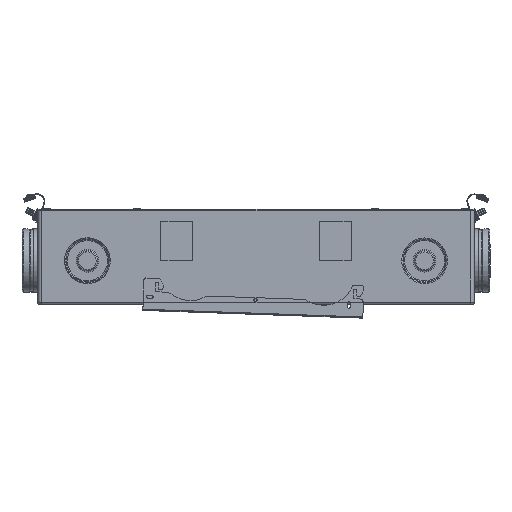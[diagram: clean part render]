
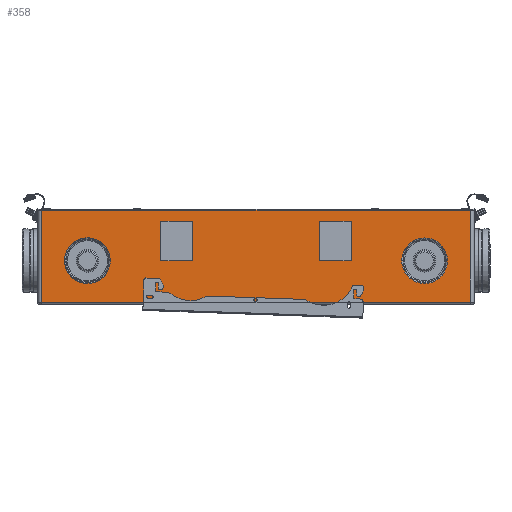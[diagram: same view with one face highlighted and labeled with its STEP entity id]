
A CAD part, left-side view. The second image highlights one B-rep face of the part: STEP entity #358.
In plain terms, the highlighted planar face has unit normal (-1, 0, 0).
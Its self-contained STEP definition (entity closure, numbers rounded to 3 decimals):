
#111=CARTESIAN_POINT('Vertex',(-292.5,-482.517,110.)) ;
#114=CARTESIAN_POINT('Axis2P3D Location',(-292.5,-425.,110.)) ;
#118=CARTESIAN_POINT('Vertex',(-292.5,-367.483,110.)) ;
#171=CARTESIAN_POINT('Axis2P3D Location',(-292.5,-425.,110.)) ;
#197=CARTESIAN_POINT('Axis2P3D Location',(-292.5,-550.,220.)) ;
#202=CARTESIAN_POINT('Line Origine',(-292.5,0.,5.)) ;
#206=CARTESIAN_POINT('Vertex',(-292.5,540.,5.)) ;
#208=CARTESIAN_POINT('Vertex',(-292.5,-540.,5.)) ;
#211=CARTESIAN_POINT('Line Origine',(-292.5,-540.,57.5)) ;
#215=CARTESIAN_POINT('Vertex',(-292.5,-540.,110.)) ;
#218=CARTESIAN_POINT('Line Origine',(-292.5,-540.,164.5)) ;
#222=CARTESIAN_POINT('Vertex',(-292.5,-540.,219.)) ;
#225=CARTESIAN_POINT('Line Origine',(-292.5,-540.,228.)) ;
#229=CARTESIAN_POINT('Vertex',(-292.5,-540.,237.)) ;
#232=CARTESIAN_POINT('Line Origine',(-292.5,0.,237.)) ;
#236=CARTESIAN_POINT('Vertex',(-292.5,540.,237.)) ;
#239=CARTESIAN_POINT('Line Origine',(-292.5,540.,121.)) ;
#252=CARTESIAN_POINT('Line Origine',(-292.5,240.,160.)) ;
#256=CARTESIAN_POINT('Vertex',(-292.5,240.,110.)) ;
#258=CARTESIAN_POINT('Vertex',(-292.5,240.,210.)) ;
#261=CARTESIAN_POINT('Line Origine',(-292.5,200.,210.)) ;
#265=CARTESIAN_POINT('Vertex',(-292.5,160.,210.)) ;
#268=CARTESIAN_POINT('Line Origine',(-292.5,160.,160.)) ;
#272=CARTESIAN_POINT('Vertex',(-292.5,160.,110.)) ;
#275=CARTESIAN_POINT('Line Origine',(-292.5,200.,110.)) ;
#286=CARTESIAN_POINT('Axis2P3D Location',(-292.5,425.,110.)) ;
#290=CARTESIAN_POINT('Vertex',(-292.5,482.517,110.)) ;
#292=CARTESIAN_POINT('Vertex',(-292.5,420.878,52.631)) ;
#295=CARTESIAN_POINT('Axis2P3D Location',(-292.5,425.,110.)) ;
#299=CARTESIAN_POINT('Vertex',(-292.5,429.122,167.369)) ;
#302=CARTESIAN_POINT('Axis2P3D Location',(-292.5,425.,110.)) ;
#306=CARTESIAN_POINT('Vertex',(-292.5,367.483,110.)) ;
#309=CARTESIAN_POINT('Axis2P3D Location',(-292.5,425.,110.)) ;
#320=CARTESIAN_POINT('Line Origine',(-292.5,-200.,210.)) ;
#324=CARTESIAN_POINT('Vertex',(-292.5,-160.,210.)) ;
#326=CARTESIAN_POINT('Vertex',(-292.5,-240.,210.)) ;
#329=CARTESIAN_POINT('Line Origine',(-292.5,-240.,160.)) ;
#333=CARTESIAN_POINT('Vertex',(-292.5,-240.,110.)) ;
#336=CARTESIAN_POINT('Line Origine',(-292.5,-200.,110.)) ;
#340=CARTESIAN_POINT('Vertex',(-292.5,-160.,110.)) ;
#343=CARTESIAN_POINT('Line Origine',(-292.5,-160.,160.)) ;
#204=VECTOR('Line Direction',#203,1.) ;
#213=VECTOR('Line Direction',#212,1.) ;
#220=VECTOR('Line Direction',#219,1.) ;
#227=VECTOR('Line Direction',#226,1.) ;
#234=VECTOR('Line Direction',#233,1.) ;
#241=VECTOR('Line Direction',#240,1.) ;
#254=VECTOR('Line Direction',#253,1.) ;
#263=VECTOR('Line Direction',#262,1.) ;
#270=VECTOR('Line Direction',#269,1.) ;
#277=VECTOR('Line Direction',#276,1.) ;
#322=VECTOR('Line Direction',#321,1.) ;
#331=VECTOR('Line Direction',#330,1.) ;
#338=VECTOR('Line Direction',#337,1.) ;
#345=VECTOR('Line Direction',#344,1.) ;
#115=DIRECTION('Axis2P3D Direction',(-1.,0.,0.)) ;
#172=DIRECTION('Axis2P3D Direction',(-1.,0.,0.)) ;
#198=DIRECTION('Axis2P3D Direction',(1.,0.,0.)) ;
#199=DIRECTION('Axis2P3D XDirection',(0.,1.,0.)) ;
#203=DIRECTION('Vector Direction',(0.,1.,0.)) ;
#212=DIRECTION('Vector Direction',(0.,0.,1.)) ;
#219=DIRECTION('Vector Direction',(0.,0.,1.)) ;
#226=DIRECTION('Vector Direction',(0.,0.,1.)) ;
#233=DIRECTION('Vector Direction',(0.,1.,0.)) ;
#240=DIRECTION('Vector Direction',(0.,0.,-1.)) ;
#253=DIRECTION('Vector Direction',(0.,0.,1.)) ;
#262=DIRECTION('Vector Direction',(0.,-1.,0.)) ;
#269=DIRECTION('Vector Direction',(0.,0.,1.)) ;
#276=DIRECTION('Vector Direction',(0.,-1.,0.)) ;
#287=DIRECTION('Axis2P3D Direction',(1.,0.,0.)) ;
#296=DIRECTION('Axis2P3D Direction',(1.,0.,0.)) ;
#303=DIRECTION('Axis2P3D Direction',(1.,0.,0.)) ;
#310=DIRECTION('Axis2P3D Direction',(1.,0.,0.)) ;
#321=DIRECTION('Vector Direction',(0.,-1.,0.)) ;
#330=DIRECTION('Vector Direction',(0.,0.,1.)) ;
#337=DIRECTION('Vector Direction',(0.,-1.,0.)) ;
#344=DIRECTION('Vector Direction',(0.,0.,1.)) ;
#116=AXIS2_PLACEMENT_3D('Circle Axis2P3D',#114,#115,$) ;
#173=AXIS2_PLACEMENT_3D('Circle Axis2P3D',#171,#172,$) ;
#200=AXIS2_PLACEMENT_3D('Plane Axis2P3D',#197,#198,#199) ;
#288=AXIS2_PLACEMENT_3D('Circle Axis2P3D',#286,#287,$) ;
#297=AXIS2_PLACEMENT_3D('Circle Axis2P3D',#295,#296,$) ;
#304=AXIS2_PLACEMENT_3D('Circle Axis2P3D',#302,#303,$) ;
#311=AXIS2_PLACEMENT_3D('Circle Axis2P3D',#309,#310,$) ;
#205=LINE('Line',#202,#204) ;
#214=LINE('Line',#211,#213) ;
#221=LINE('Line',#218,#220) ;
#228=LINE('Line',#225,#227) ;
#235=LINE('Line',#232,#234) ;
#242=LINE('Line',#239,#241) ;
#255=LINE('Line',#252,#254) ;
#264=LINE('Line',#261,#263) ;
#271=LINE('Line',#268,#270) ;
#278=LINE('Line',#275,#277) ;
#323=LINE('Line',#320,#322) ;
#332=LINE('Line',#329,#331) ;
#339=LINE('Line',#336,#338) ;
#346=LINE('Line',#343,#345) ;
#117=CIRCLE('generated circle',#116,57.517) ;
#174=CIRCLE('generated circle',#173,57.517) ;
#289=CIRCLE('generated circle',#288,57.517) ;
#298=CIRCLE('generated circle',#297,57.517) ;
#305=CIRCLE('generated circle',#304,57.517) ;
#312=CIRCLE('generated circle',#311,57.517) ;
#201=PLANE('',#200) ;
#285=FACE_BOUND('',#280,.T.) ;
#319=FACE_BOUND('',#314,.T.) ;
#353=FACE_BOUND('',#348,.T.) ;
#357=FACE_BOUND('',#354,.T.) ;
#120=EDGE_CURVE('',#112,#119,#117,.T.) ;
#175=EDGE_CURVE('',#119,#112,#174,.T.) ;
#210=EDGE_CURVE('',#207,#209,#205,.F.) ;
#217=EDGE_CURVE('',#209,#216,#214,.T.) ;
#224=EDGE_CURVE('',#216,#223,#221,.T.) ;
#231=EDGE_CURVE('',#223,#230,#228,.T.) ;
#238=EDGE_CURVE('',#237,#230,#235,.F.) ;
#243=EDGE_CURVE('',#237,#207,#242,.T.) ;
#260=EDGE_CURVE('',#257,#259,#255,.T.) ;
#267=EDGE_CURVE('',#259,#266,#264,.T.) ;
#274=EDGE_CURVE('',#273,#266,#271,.T.) ;
#279=EDGE_CURVE('',#257,#273,#278,.T.) ;
#294=EDGE_CURVE('',#291,#293,#289,.F.) ;
#301=EDGE_CURVE('',#300,#291,#298,.F.) ;
#308=EDGE_CURVE('',#307,#300,#305,.F.) ;
#313=EDGE_CURVE('',#293,#307,#312,.F.) ;
#328=EDGE_CURVE('',#325,#327,#323,.T.) ;
#335=EDGE_CURVE('',#334,#327,#332,.T.) ;
#342=EDGE_CURVE('',#341,#334,#339,.T.) ;
#347=EDGE_CURVE('',#341,#325,#346,.T.) ;
#245=ORIENTED_EDGE('',*,*,#210,.T.) ;
#246=ORIENTED_EDGE('',*,*,#217,.T.) ;
#247=ORIENTED_EDGE('',*,*,#224,.T.) ;
#248=ORIENTED_EDGE('',*,*,#231,.T.) ;
#249=ORIENTED_EDGE('',*,*,#238,.F.) ;
#250=ORIENTED_EDGE('',*,*,#243,.T.) ;
#281=ORIENTED_EDGE('',*,*,#260,.T.) ;
#282=ORIENTED_EDGE('',*,*,#267,.T.) ;
#283=ORIENTED_EDGE('',*,*,#274,.F.) ;
#284=ORIENTED_EDGE('',*,*,#279,.F.) ;
#315=ORIENTED_EDGE('',*,*,#294,.F.) ;
#316=ORIENTED_EDGE('',*,*,#301,.F.) ;
#317=ORIENTED_EDGE('',*,*,#308,.F.) ;
#318=ORIENTED_EDGE('',*,*,#313,.F.) ;
#349=ORIENTED_EDGE('',*,*,#328,.T.) ;
#350=ORIENTED_EDGE('',*,*,#335,.F.) ;
#351=ORIENTED_EDGE('',*,*,#342,.F.) ;
#352=ORIENTED_EDGE('',*,*,#347,.T.) ;
#355=ORIENTED_EDGE('',*,*,#120,.F.) ;
#356=ORIENTED_EDGE('',*,*,#175,.F.) ;
#244=EDGE_LOOP('',(#245,#246,#247,#248,#249,#250)) ;
#280=EDGE_LOOP('',(#281,#282,#283,#284)) ;
#314=EDGE_LOOP('',(#315,#316,#317,#318)) ;
#348=EDGE_LOOP('',(#349,#350,#351,#352)) ;
#354=EDGE_LOOP('',(#355,#356)) ;
#112=VERTEX_POINT('',#111) ;
#119=VERTEX_POINT('',#118) ;
#207=VERTEX_POINT('',#206) ;
#209=VERTEX_POINT('',#208) ;
#216=VERTEX_POINT('',#215) ;
#223=VERTEX_POINT('',#222) ;
#230=VERTEX_POINT('',#229) ;
#237=VERTEX_POINT('',#236) ;
#257=VERTEX_POINT('',#256) ;
#259=VERTEX_POINT('',#258) ;
#266=VERTEX_POINT('',#265) ;
#273=VERTEX_POINT('',#272) ;
#291=VERTEX_POINT('',#290) ;
#293=VERTEX_POINT('',#292) ;
#300=VERTEX_POINT('',#299) ;
#307=VERTEX_POINT('',#306) ;
#325=VERTEX_POINT('',#324) ;
#327=VERTEX_POINT('',#326) ;
#334=VERTEX_POINT('',#333) ;
#341=VERTEX_POINT('',#340) ;
#358=ADVANCED_FACE('PartBody',(#251,#285,#319,#353,#357),#201,.F.) ;
#251=FACE_OUTER_BOUND('',#244,.T.) ;
